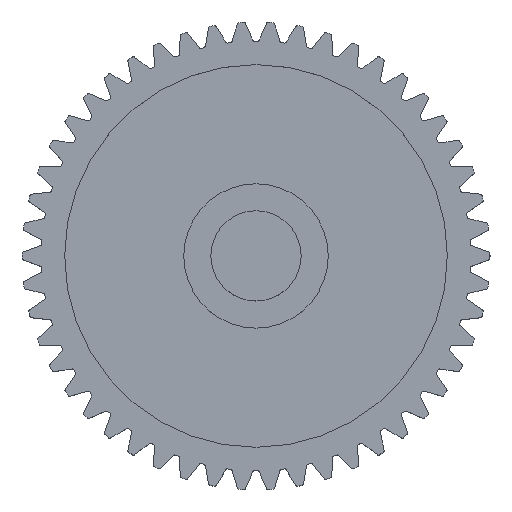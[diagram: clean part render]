
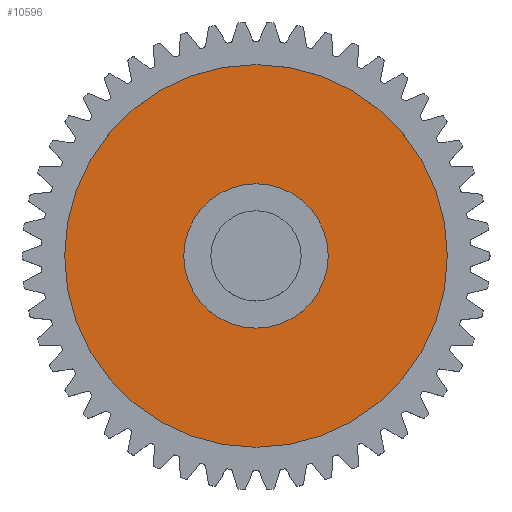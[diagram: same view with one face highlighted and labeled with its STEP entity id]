
A CAD part, top view. The second image highlights one B-rep face of the part: STEP entity #10596.
In plain terms, the highlighted planar face has unit normal (0, 0, 1).
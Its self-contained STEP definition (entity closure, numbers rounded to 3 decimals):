
#11 = VERTEX_POINT ( 'NONE', #6129 ) ;
#640 = DIRECTION ( 'NONE',  ( 0., 0., 1. ) ) ;
#656 = AXIS2_PLACEMENT_3D ( 'NONE', #13283, #12172, #5937 ) ;
#1587 = CIRCLE ( 'NONE', #8976, 4. ) ;
#2892 = DIRECTION ( 'NONE',  ( 0., 0., 1. ) ) ;
#2915 = VERTEX_POINT ( 'NONE', #3445 ) ;
#3007 = DIRECTION ( 'NONE',  ( -1., 0., 0. ) ) ;
#3045 = ORIENTED_EDGE ( 'NONE', *, *, #14214, .T. ) ;
#3074 = VERTEX_POINT ( 'NONE', #14840 ) ;
#3331 = CARTESIAN_POINT ( 'NONE',  ( 0., 0., -0.8 ) ) ;
#3445 = CARTESIAN_POINT ( 'NONE',  ( 10.6, 0., -0.8 ) ) ;
#3951 = AXIS2_PLACEMENT_3D ( 'NONE', #3331, #640, #11880 ) ;
#4289 = FACE_OUTER_BOUND ( 'NONE', #6672, .T. ) ;
#5267 = EDGE_CURVE ( 'NONE', #5504, #11, #13377, .T. ) ;
#5279 = CARTESIAN_POINT ( 'NONE',  ( 0., 0., -0.8 ) ) ;
#5504 = VERTEX_POINT ( 'NONE', #12401 ) ;
#5740 = DIRECTION ( 'NONE',  ( -1., 0., 0. ) ) ;
#5937 = DIRECTION ( 'NONE',  ( -1., 0., 0. ) ) ;
#6129 = CARTESIAN_POINT ( 'NONE',  ( -4., 0., -0.8 ) ) ;
#6395 = ORIENTED_EDGE ( 'NONE', *, *, #5267, .T. ) ;
#6672 = EDGE_LOOP ( 'NONE', ( #3045, #8201 ) ) ;
#7022 = FACE_BOUND ( 'NONE', #13887, .T. ) ;
#7730 = CIRCLE ( 'NONE', #11805, 10.6 ) ;
#8201 = ORIENTED_EDGE ( 'NONE', *, *, #15340, .T. ) ;
#8976 = AXIS2_PLACEMENT_3D ( 'NONE', #9406, #9337, #5740 ) ;
#9337 = DIRECTION ( 'NONE',  ( 0., 0., -1. ) ) ;
#9406 = CARTESIAN_POINT ( 'NONE',  ( 0., 0., -0.8 ) ) ;
#9560 = CIRCLE ( 'NONE', #656, 10.6 ) ;
#10596 = ADVANCED_FACE ( 'NONE', ( #7022, #4289 ), #14267, .T. ) ;
#11805 = AXIS2_PLACEMENT_3D ( 'NONE', #5279, #2892, #13743 ) ;
#11880 = DIRECTION ( 'NONE',  ( 1., 0., 0. ) ) ;
#12172 = DIRECTION ( 'NONE',  ( 0., 0., 1. ) ) ;
#12401 = CARTESIAN_POINT ( 'NONE',  ( 4., 0., -0.8 ) ) ;
#12859 = AXIS2_PLACEMENT_3D ( 'NONE', #14255, #12984, #3007 ) ;
#12984 = DIRECTION ( 'NONE',  ( 0., 0., -1. ) ) ;
#13283 = CARTESIAN_POINT ( 'NONE',  ( 0., 0., -0.8 ) ) ;
#13377 = CIRCLE ( 'NONE', #12859, 4. ) ;
#13524 = EDGE_CURVE ( 'NONE', #11, #5504, #1587, .T. ) ;
#13743 = DIRECTION ( 'NONE',  ( -1., 0., 0. ) ) ;
#13887 = EDGE_LOOP ( 'NONE', ( #15114, #6395 ) ) ;
#14214 = EDGE_CURVE ( 'NONE', #3074, #2915, #7730, .T. ) ;
#14255 = CARTESIAN_POINT ( 'NONE',  ( 0., 0., -0.8 ) ) ;
#14267 = PLANE ( 'NONE',  #3951 ) ;
#14840 = CARTESIAN_POINT ( 'NONE',  ( -10.6, 0., -0.8 ) ) ;
#15114 = ORIENTED_EDGE ( 'NONE', *, *, #13524, .T. ) ;
#15340 = EDGE_CURVE ( 'NONE', #2915, #3074, #9560, .T. ) ;
